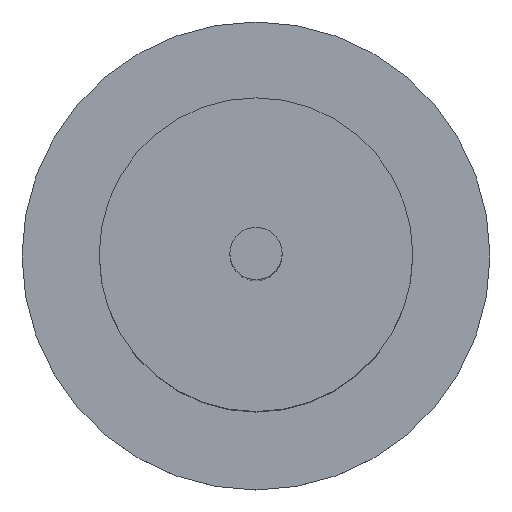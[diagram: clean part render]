
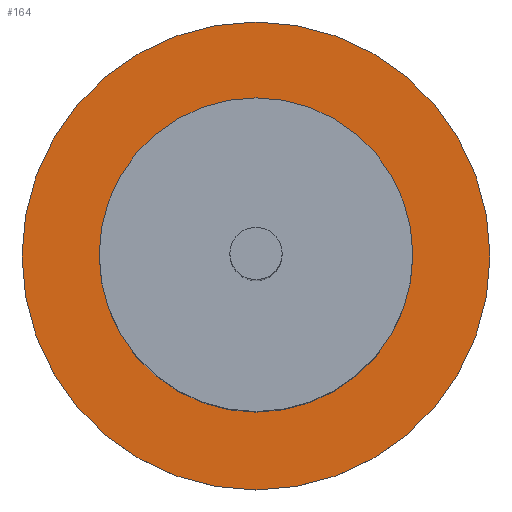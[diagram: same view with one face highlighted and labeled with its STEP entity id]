
A CAD part, top view. The second image highlights one B-rep face of the part: STEP entity #164.
In plain terms, the highlighted planar face has unit normal (0, 0, 1).
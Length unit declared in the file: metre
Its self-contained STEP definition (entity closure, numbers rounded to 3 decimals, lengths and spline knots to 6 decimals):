
#4 = CARTESIAN_POINT ( 'NONE',  ( 0., 0., -0.66 ) ) ;
#12 = DIRECTION ( 'NONE',  ( 0., 0., 1. ) ) ;
#14 = VERTEX_POINT ( 'NONE', #413 ) ;
#17 = DIRECTION ( 'NONE',  ( 1., 0., 0. ) ) ;
#63 = VERTEX_POINT ( 'NONE', #137 ) ;
#69 = EDGE_LOOP ( 'NONE', ( #426, #407 ) ) ;
#78 = EDGE_CURVE ( 'NONE', #334, #63, #354, .T. ) ;
#81 = DIRECTION ( 'NONE',  ( 1., 0., 0. ) ) ;
#110 = DIRECTION ( 'NONE',  ( 1., 0., 0. ) ) ;
#116 = AXIS2_PLACEMENT_3D ( 'NONE', #130, #185, #406 ) ;
#127 = ORIENTED_EDGE ( 'NONE', *, *, #219, .F. ) ;
#130 = CARTESIAN_POINT ( 'NONE',  ( 0., 0., -0.66 ) ) ;
#136 = CIRCLE ( 'NONE', #116, 0.0508 ) ;
#137 = CARTESIAN_POINT ( 'NONE',  ( 0.455, 0., -0.66 ) ) ;
#156 = AXIS2_PLACEMENT_3D ( 'NONE', #4, #200, #110 ) ;
#164 = ADVANCED_FACE ( 'NONE', ( #349, #350 ), #425, .T. ) ;
#176 = CARTESIAN_POINT ( 'NONE',  ( 0., 0., -0.66 ) ) ;
#177 = EDGE_CURVE ( 'NONE', #63, #334, #379, .T. ) ;
#185 = DIRECTION ( 'NONE',  ( 0., 0., 1. ) ) ;
#200 = DIRECTION ( 'NONE',  ( 0., 0., 1. ) ) ;
#206 = CIRCLE ( 'NONE', #237, 0.0508 ) ;
#219 = EDGE_CURVE ( 'NONE', #372, #14, #206, .T. ) ;
#237 = AXIS2_PLACEMENT_3D ( 'NONE', #279, #393, #427 ) ;
#240 = DIRECTION ( 'NONE',  ( 0., 0., 1. ) ) ;
#243 = CARTESIAN_POINT ( 'NONE',  ( 0., 0., -0.66 ) ) ;
#250 = ORIENTED_EDGE ( 'NONE', *, *, #384, .F. ) ;
#279 = CARTESIAN_POINT ( 'NONE',  ( 0., 0., -0.66 ) ) ;
#322 = CARTESIAN_POINT ( 'NONE',  ( -0.455, 0., -0.66 ) ) ;
#334 = VERTEX_POINT ( 'NONE', #322 ) ;
#344 = AXIS2_PLACEMENT_3D ( 'NONE', #243, #12, #81 ) ;
#349 = FACE_BOUND ( 'NONE', #424, .T. ) ;
#350 = FACE_OUTER_BOUND ( 'NONE', #69, .T. ) ;
#354 = CIRCLE ( 'NONE', #156, 0.455 ) ;
#366 = AXIS2_PLACEMENT_3D ( 'NONE', #176, #240, #17 ) ;
#372 = VERTEX_POINT ( 'NONE', #441 ) ;
#379 = CIRCLE ( 'NONE', #344, 0.455 ) ;
#384 = EDGE_CURVE ( 'NONE', #14, #372, #136, .T. ) ;
#393 = DIRECTION ( 'NONE',  ( 0., 0., 1. ) ) ;
#406 = DIRECTION ( 'NONE',  ( 1., 0., 0. ) ) ;
#407 = ORIENTED_EDGE ( 'NONE', *, *, #177, .T. ) ;
#413 = CARTESIAN_POINT ( 'NONE',  ( -0.0508, 0., -0.66 ) ) ;
#424 = EDGE_LOOP ( 'NONE', ( #250, #127 ) ) ;
#425 = PLANE ( 'NONE',  #366 ) ;
#426 = ORIENTED_EDGE ( 'NONE', *, *, #78, .T. ) ;
#427 = DIRECTION ( 'NONE',  ( 1., 0., 0. ) ) ;
#441 = CARTESIAN_POINT ( 'NONE',  ( 0.0508, 0., -0.66 ) ) ;
